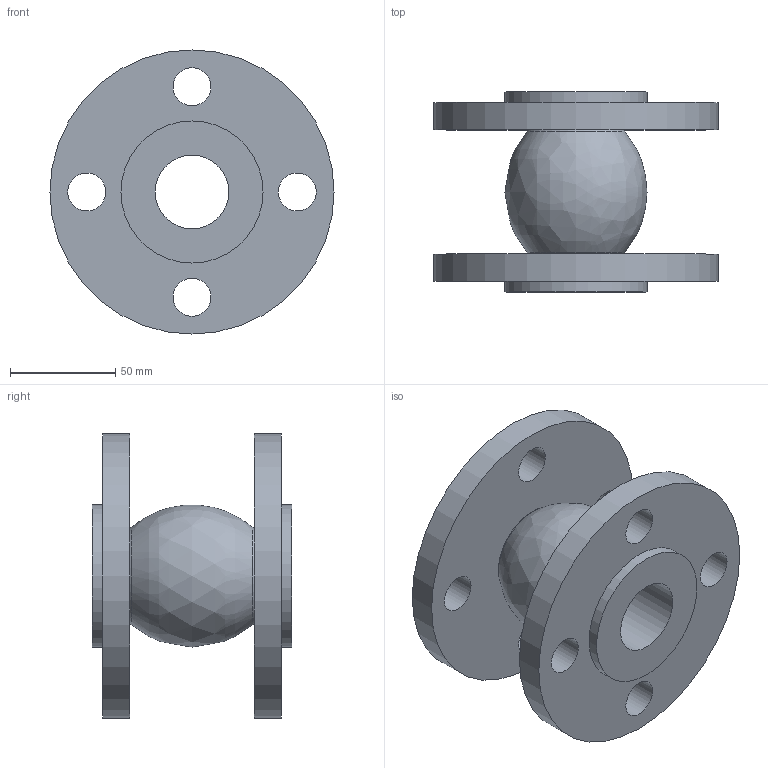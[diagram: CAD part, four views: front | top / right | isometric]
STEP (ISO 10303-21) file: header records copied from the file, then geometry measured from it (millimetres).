
FILE_DESCRIPTION(/* description */ ('Гибкая антивибрационная вставка ZKV EPDM PN16, DN32'),/* implementation_level */ '2;1');
FILE_NAME(/* name */ 'Гибкая антивибрационная вставка ZKV EPDM PN16, DN32.stp',/* time_stamp */ '2024-02-20T11:06:45+03:00',/* author */ ('Сазонов'),/* organization */ (''),/* preprocessor_version */ 'ST-DEVELOPER v18.1',/* originating_system */ 'Autodesk Inventor 2022',/* authorisation */ '');
FILE_SCHEMA (('AUTOMOTIVE_DESIGN { 1 0 10303 214 3 1 1 }'));
Length unit declared in the file: millimetre
Products named in the file (1): Гибкая антивибрационная 
вставка ZKV EPDM PN16, DN32
Bounding box: 135 x 95 x 135 mm (x, y, z)
Volume: 461428.2 mm3; surface area: 89620.7 mm2
Topology: 1 solids, 1 shells, 22 faces, 46 edges, 30 vertices
Faces by surface type: cylinder 13, plane 6, torus 2, bspline 1
Full cylindrical faces by diameter (mm): 18 x8, 35 x1, 67.5 x2, 135 x2
Entity records: 746 total; most frequent: CARTESIAN_POINT 125, DIRECTION 123, ORIENTED_EDGE 92, AXIS2_PLACEMENT_3D 55, EDGE_CURVE 46, EDGE_LOOP 44, CIRCLE 33, VERTEX_POINT 30
